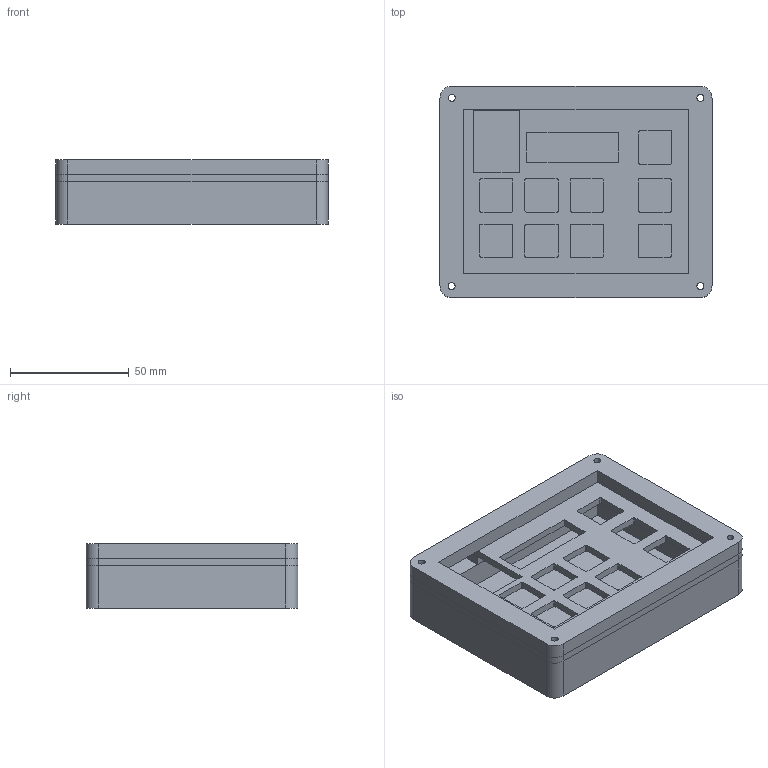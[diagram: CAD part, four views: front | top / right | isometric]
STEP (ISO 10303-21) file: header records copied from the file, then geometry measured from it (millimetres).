
FILE_DESCRIPTION(/* description */ (''),/* implementation_level */ '2;1');
FILE_NAME(/* name */ 'blipyboard_complete.step',/* time_stamp */ '2025-06-27T21:56:00-07:00',/* author */ (''),/* organization */ (''),/* preprocessor_version */ 'ST-DEVELOPER v20.1',/* originating_system */ 'Autodesk Translation Framework v14.10.0.0',/* authorisation */ '');
FILE_SCHEMA (('AUTOMOTIVE_DESIGN { 1 0 10303 214 3 1 1 }'));
Length unit declared in the file: millimetre
Products named in the file (1): hackpad
Bounding box: 114.52 x 89.06 x 27 mm (x, y, z)
Volume: 133937.8 mm3; surface area: 62196.4 mm2
Topology: 3 solids, 3 shells, 135 faces, 387 edges, 258 vertices
Faces by surface type: plane 75, cylinder 60
Full cylindrical faces by diameter (mm): 2.9 x12
Entity records: 4553 total; most frequent: CARTESIAN_POINT 781, DIRECTION 779, ORIENTED_EDGE 774, EDGE_CURVE 387, LINE 267, VECTOR 267, VERTEX_POINT 258, AXIS2_PLACEMENT_3D 256
